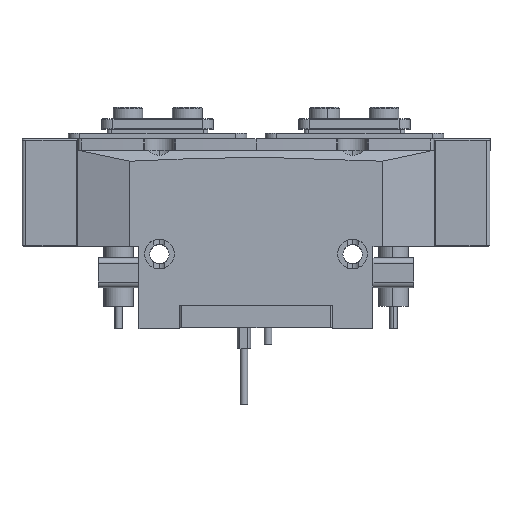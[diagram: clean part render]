
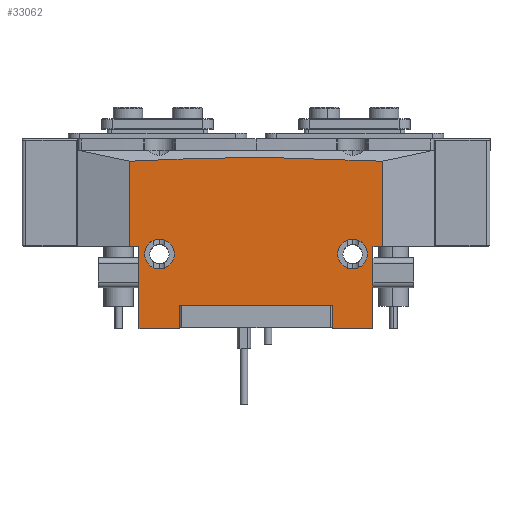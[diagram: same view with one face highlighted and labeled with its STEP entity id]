
A CAD part, top view. The second image highlights one B-rep face of the part: STEP entity #33062.
In plain terms, the highlighted planar face has unit normal (0, 0, 1).
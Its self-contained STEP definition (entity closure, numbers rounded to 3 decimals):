
#740 = LINE ( 'NONE', #35185, #35940 ) ;
#874 = VERTEX_POINT ( 'NONE', #26415 ) ;
#1086 = ORIENTED_EDGE ( 'NONE', *, *, #42306, .T. ) ;
#1291 = CARTESIAN_POINT ( 'NONE',  ( 22., 20., 21. ) ) ;
#1592 = LINE ( 'NONE', #40541, #44536 ) ;
#2192 = ORIENTED_EDGE ( 'NONE', *, *, #15573, .T. ) ;
#2277 = EDGE_CURVE ( 'NONE', #874, #9337, #45433, .T. ) ;
#2405 = CARTESIAN_POINT ( 'NONE',  ( -22., 20., 21. ) ) ;
#2501 = LINE ( 'NONE', #12028, #9741 ) ;
#3394 = DIRECTION ( 'NONE',  ( 1., 0., 0. ) ) ;
#3772 = CIRCLE ( 'NONE', #5825, 4. ) ;
#3906 = VERTEX_POINT ( 'NONE', #21894 ) ;
#4307 = EDGE_CURVE ( 'NONE', #17764, #36624, #14531, .T. ) ;
#4317 = DIRECTION ( 'NONE',  ( 0., 0., 1. ) ) ;
#4584 = CARTESIAN_POINT ( 'NONE',  ( 20.6, 0., 21. ) ) ;
#4678 = LINE ( 'NONE', #35595, #25879 ) ;
#5224 = AXIS2_PLACEMENT_3D ( 'NONE', #5931, #44812, #20269 ) ;
#5341 = CARTESIAN_POINT ( 'NONE',  ( 34., 0., 21. ) ) ;
#5805 = VERTEX_POINT ( 'NONE', #1291 ) ;
#5825 = AXIS2_PLACEMENT_3D ( 'NONE', #36984, #36371, #22733 ) ;
#5931 = CARTESIAN_POINT ( 'NONE',  ( 26., 20., 21. ) ) ;
#6803 = CARTESIAN_POINT ( 'NONE',  ( 31.5, 22., 21. ) ) ;
#7149 = CARTESIAN_POINT ( 'NONE',  ( 31.5, 0., 21. ) ) ;
#7654 = LINE ( 'NONE', #5341, #37793 ) ;
#7802 = EDGE_CURVE ( 'NONE', #33638, #24243, #4678, .T. ) ;
#7988 = VERTEX_POINT ( 'NONE', #38829 ) ;
#8205 = ORIENTED_EDGE ( 'NONE', *, *, #7802, .F. ) ;
#9337 = VERTEX_POINT ( 'NONE', #39097 ) ;
#9462 = FACE_BOUND ( 'NONE', #9813, .T. ) ;
#9741 = VECTOR ( 'NONE', #33829, 1000. ) ;
#9813 = EDGE_LOOP ( 'NONE', ( #32980, #34910 ) ) ;
#10440 = CARTESIAN_POINT ( 'NONE',  ( -34., 45.003, 21. ) ) ;
#10654 = VECTOR ( 'NONE', #33106, 1000. ) ;
#10924 = CARTESIAN_POINT ( 'NONE',  ( 11.449, 46.325, 21. ) ) ;
#10955 = EDGE_CURVE ( 'NONE', #874, #15273, #34637, .T. ) ;
#11078 = CARTESIAN_POINT ( 'NONE',  ( -11.217, 46.338, 21. ) ) ;
#12028 = CARTESIAN_POINT ( 'NONE',  ( 48., 22., 21. ) ) ;
#12072 = AXIS2_PLACEMENT_3D ( 'NONE', #30146, #37068, #12525 ) ;
#12525 = DIRECTION ( 'NONE',  ( -1., 0., 0. ) ) ;
#12735 = DIRECTION ( 'NONE',  ( 0., 0., 1. ) ) ;
#13115 = ORIENTED_EDGE ( 'NONE', *, *, #22867, .F. ) ;
#13387 = LINE ( 'NONE', #15779, #10654 ) ;
#13813 = ORIENTED_EDGE ( 'NONE', *, *, #21226, .F. ) ;
#13899 = AXIS2_PLACEMENT_3D ( 'NONE', #42736, #4317, #3394 ) ;
#13982 = EDGE_CURVE ( 'NONE', #39313, #7988, #40588, .T. ) ;
#14376 = VERTEX_POINT ( 'NONE', #17233 ) ;
#14531 = LINE ( 'NONE', #40929, #16723 ) ;
#15273 = VERTEX_POINT ( 'NONE', #4584 ) ;
#15573 = EDGE_CURVE ( 'NONE', #15273, #26924, #19101, .T. ) ;
#15779 = CARTESIAN_POINT ( 'NONE',  ( -34., 0., 21. ) ) ;
#15809 = ORIENTED_EDGE ( 'NONE', *, *, #2277, .F. ) ;
#16100 = CARTESIAN_POINT ( 'NONE',  ( 34., 45.003, 21. ) ) ;
#16723 = VECTOR ( 'NONE', #31485, 1000. ) ;
#16767 = CIRCLE ( 'NONE', #13899, 4. ) ;
#17233 = CARTESIAN_POINT ( 'NONE',  ( -30., 20., 21. ) ) ;
#17764 = VERTEX_POINT ( 'NONE', #35606 ) ;
#18368 = CARTESIAN_POINT ( 'NONE',  ( -20.6, 6.2, 21. ) ) ;
#19101 = LINE ( 'NONE', #41885, #21323 ) ;
#19148 = VECTOR ( 'NONE', #29437, 1000. ) ;
#19479 = EDGE_CURVE ( 'NONE', #9337, #36624, #1592, .T. ) ;
#19836 = PLANE ( 'NONE',  #12072 ) ;
#20269 = DIRECTION ( 'NONE',  ( 1., 0., 0. ) ) ;
#21226 = EDGE_CURVE ( 'NONE', #37248, #26924, #740, .T. ) ;
#21323 = VECTOR ( 'NONE', #41563, 1000. ) ;
#21894 = CARTESIAN_POINT ( 'NONE',  ( 34., 22., 21. ) ) ;
#22733 = DIRECTION ( 'NONE',  ( 1., 0., 0. ) ) ;
#22867 = EDGE_CURVE ( 'NONE', #14376, #37708, #16767, .T. ) ;
#23400 = EDGE_CURVE ( 'NONE', #24243, #7988, #13387, .T. ) ;
#23493 = EDGE_CURVE ( 'NONE', #5805, #33147, #26233, .T. ) ;
#23930 = DIRECTION ( 'NONE',  ( 0., -1., 0. ) ) ;
#24224 = ORIENTED_EDGE ( 'NONE', *, *, #13982, .T. ) ;
#24243 = VERTEX_POINT ( 'NONE', #38524 ) ;
#24423 = ORIENTED_EDGE ( 'NONE', *, *, #19479, .F. ) ;
#24531 = LINE ( 'NONE', #44224, #30115 ) ;
#25773 = DIRECTION ( 'NONE',  ( 0., -1., 0. ) ) ;
#25879 = VECTOR ( 'NONE', #38585, 1000. ) ;
#26233 = CIRCLE ( 'NONE', #5224, 4. ) ;
#26404 = CARTESIAN_POINT ( 'NONE',  ( 30., 20., 21. ) ) ;
#26415 = CARTESIAN_POINT ( 'NONE',  ( 20.6, 6.2, 21. ) ) ;
#26693 = ORIENTED_EDGE ( 'NONE', *, *, #23400, .F. ) ;
#26924 = VERTEX_POINT ( 'NONE', #7149 ) ;
#27373 = CARTESIAN_POINT ( 'NONE',  ( -20.6, 0., 21. ) ) ;
#27837 = ORIENTED_EDGE ( 'NONE', *, *, #45871, .T. ) ;
#28131 = EDGE_LOOP ( 'NONE', ( #24224, #26693, #8205, #1086, #40251, #24423, #15809, #41497, #2192, #13813, #36187, #27837 ) ) ;
#28252 = EDGE_CURVE ( 'NONE', #3906, #37248, #2501, .T. ) ;
#29357 = DIRECTION ( 'NONE',  ( 0., -1., 0. ) ) ;
#29437 = DIRECTION ( 'NONE',  ( -1., 0., 0. ) ) ;
#29507 = EDGE_LOOP ( 'NONE', ( #36617, #13115 ) ) ;
#30115 = VECTOR ( 'NONE', #29357, 1000. ) ;
#30139 = CIRCLE ( 'NONE', #43192, 4. ) ;
#30146 = CARTESIAN_POINT ( 'NONE',  ( -48., 48., 21. ) ) ;
#30498 = CARTESIAN_POINT ( 'NONE',  ( 26., 20., 21. ) ) ;
#31485 = DIRECTION ( 'NONE',  ( 1., 0., 0. ) ) ;
#32250 = CARTESIAN_POINT ( 'NONE',  ( 34., 45.003, 21. ) ) ;
#32595 = EDGE_CURVE ( 'NONE', #33147, #5805, #30139, .T. ) ;
#32811 = CARTESIAN_POINT ( 'NONE',  ( 20.6, 6.2, 21. ) ) ;
#32980 = ORIENTED_EDGE ( 'NONE', *, *, #32595, .F. ) ;
#33062 = ADVANCED_FACE ( 'NONE', ( #41332, #9462, #35178 ), #19836, .F. ) ;
#33106 = DIRECTION ( 'NONE',  ( 0., 1., 0. ) ) ;
#33147 = VERTEX_POINT ( 'NONE', #26404 ) ;
#33638 = VERTEX_POINT ( 'NONE', #37468 ) ;
#33829 = DIRECTION ( 'NONE',  ( -1., 0., 0. ) ) ;
#34637 = LINE ( 'NONE', #32811, #35783 ) ;
#34856 = EDGE_CURVE ( 'NONE', #37708, #14376, #3772, .T. ) ;
#34910 = ORIENTED_EDGE ( 'NONE', *, *, #23493, .F. ) ;
#35178 = FACE_OUTER_BOUND ( 'NONE', #28131, .T. ) ;
#35185 = CARTESIAN_POINT ( 'NONE',  ( 31.5, 22., 21. ) ) ;
#35595 = CARTESIAN_POINT ( 'NONE',  ( -48., 22., 21. ) ) ;
#35606 = CARTESIAN_POINT ( 'NONE',  ( -31.5, 0., 21. ) ) ;
#35783 = VECTOR ( 'NONE', #25773, 1000. ) ;
#35940 = VECTOR ( 'NONE', #23930, 1000. ) ;
#36187 = ORIENTED_EDGE ( 'NONE', *, *, #28252, .F. ) ;
#36371 = DIRECTION ( 'NONE',  ( 0., 0., 1. ) ) ;
#36617 = ORIENTED_EDGE ( 'NONE', *, *, #34856, .F. ) ;
#36624 = VERTEX_POINT ( 'NONE', #27373 ) ;
#36698 = DIRECTION ( 'NONE',  ( 0., -1., 0. ) ) ;
#36984 = CARTESIAN_POINT ( 'NONE',  ( -26., 20., 21. ) ) ;
#37068 = DIRECTION ( 'NONE',  ( 0., 0., -1. ) ) ;
#37248 = VERTEX_POINT ( 'NONE', #6803 ) ;
#37468 = CARTESIAN_POINT ( 'NONE',  ( -31.5, 22., 21. ) ) ;
#37708 = VERTEX_POINT ( 'NONE', #2405 ) ;
#37713 = DIRECTION ( 'NONE',  ( 1., 0., 0. ) ) ;
#37793 = VECTOR ( 'NONE', #44233, 1000. ) ;
#38524 = CARTESIAN_POINT ( 'NONE',  ( -34., 22., 21. ) ) ;
#38585 = DIRECTION ( 'NONE',  ( -1., 0., 0. ) ) ;
#38829 = CARTESIAN_POINT ( 'NONE',  ( -34., 45.003, 21. ) ) ;
#39097 = CARTESIAN_POINT ( 'NONE',  ( -20.6, 6.2, 21. ) ) ;
#39313 = VERTEX_POINT ( 'NONE', #16100 ) ;
#40251 = ORIENTED_EDGE ( 'NONE', *, *, #4307, .T. ) ;
#40541 = CARTESIAN_POINT ( 'NONE',  ( -20.6, 6.2, 21. ) ) ;
#40588 = B_SPLINE_CURVE_WITH_KNOTS ( 'NONE', 3,
 ( #32250, #10924, #11078, #10440 ),
 .UNSPECIFIED., .F., .F.,
 ( 4, 4 ),
 ( 0.106, 0.173 ),
 .UNSPECIFIED. ) ;
#40929 = CARTESIAN_POINT ( 'NONE',  ( -48., 0., 21. ) ) ;
#41332 = FACE_BOUND ( 'NONE', #29507, .T. ) ;
#41497 = ORIENTED_EDGE ( 'NONE', *, *, #10955, .T. ) ;
#41563 = DIRECTION ( 'NONE',  ( 1., 0., 0. ) ) ;
#41885 = CARTESIAN_POINT ( 'NONE',  ( -48., 0., 21. ) ) ;
#42306 = EDGE_CURVE ( 'NONE', #33638, #17764, #24531, .T. ) ;
#42736 = CARTESIAN_POINT ( 'NONE',  ( -26., 20., 21. ) ) ;
#43192 = AXIS2_PLACEMENT_3D ( 'NONE', #30498, #12735, #37713 ) ;
#44224 = CARTESIAN_POINT ( 'NONE',  ( -31.5, 22., 21. ) ) ;
#44233 = DIRECTION ( 'NONE',  ( 0., 1., 0. ) ) ;
#44536 = VECTOR ( 'NONE', #36698, 1000. ) ;
#44812 = DIRECTION ( 'NONE',  ( 0., 0., 1. ) ) ;
#45433 = LINE ( 'NONE', #18368, #19148 ) ;
#45871 = EDGE_CURVE ( 'NONE', #3906, #39313, #7654, .T. ) ;
